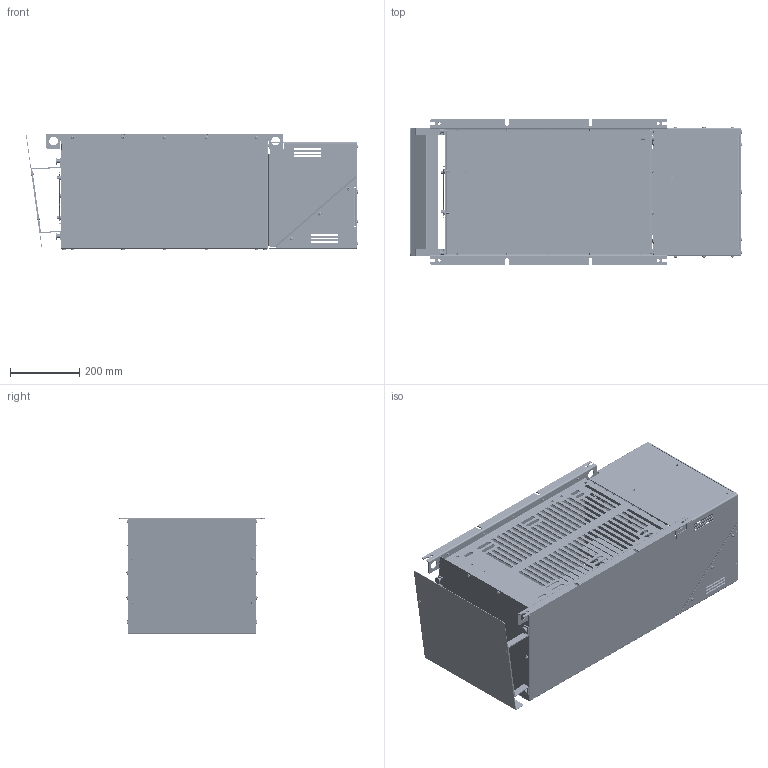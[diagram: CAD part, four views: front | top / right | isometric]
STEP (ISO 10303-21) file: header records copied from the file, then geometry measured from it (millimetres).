
FILE_DESCRIPTION(/* description */ (''),/* implementation_level */ '2;1');
FILE_NAME(/* name */ 'X5 IP21 if1.stp',/* time_stamp */ '2014-08-22T15:07:31+02:00',/* author */ ('MK'),/* organization */ (''),/* preprocessor_version */ 'ST-DEVELOPER v15.6',/* originating_system */ 'Autodesk Inventor 2015',/* authorisation */ '');
FILE_SCHEMA (('AUTOMOTIVE_DESIGN { 1 0 10303 214 3 1 1 }'));
Products named in the file (40): 10100398 Deckel X5_X6; 10100399 Seitenwand X5; 10100396 Anschlussblech X5; 10100397 Lüfterblech X5; 10100258 Bodenblech X5_X6; 10900009 Schutzgitter LZ 24; 11100001 Sicherungshalter 6_3x32; DIN 7985 (H) - M5x10-H; 11100001-2 Kappe; DIN 912 - M5 x 0,8 x 50 x 22; DIN 125 - A 5,3; DIN 128 - A5; DIN 933 - M8  x 40; DIN 555-5 - M8; DIN 125 - A 8,4; DIN 128 - A8; DIN 6798 - A  8,4; Klemmenblech X5; Zugentlastung X5; ISO 4762 - M4 x 6DIN EN ISO; Hutschiene 35x7x250mm; WDU_50N_1820840000; WDU_16_1020400000; WEW_35_1_1059000000; WDU_2_5_1020000000; WAP_16; WEW_35_2_1061200000; WDU50+16+2,5; 10100541 Nema-Kit X5 unten; 10100544 Nema-Kit X5 Anschlussblech; 10100542 Nema-Kit X5 oben; Dachfläche X5; Dachbügel links RHF-X5; Dachbügel rechts RHF-X5; DIN 7337 - A4 x 8 x 4,5; 10100543 NEMA-Kit X5 Dach; DIN 7985 (H) - M5x6-H; 11100001-1 Mutter M12; DIN 464 - M5 x 10; X5 IP21 if1
Bounding box: 956.82 x 418 x 336.32 mm (x, y, z)
Volume: 3761316.1 mm3; surface area: 3902716.3 mm2
Topology: 137 solids, 137 shells, 8031 faces, 22231 edges, 14663 vertices
Faces by surface type: plane 5077, cylinder 1957, cone 830, torus 86, sphere 56, bspline 25
Full cylindrical faces by diameter (mm): 1.396 x8, 1.5 x1, 2.5 x4, 3.242 x7, 3.95 x3, 4 x20, 4.134 x56, 4.25 x12, 4.6 x52, 5 x60, 5.2 x2, 5.3 x2, 5.4 x2, 5.5 x16, 5.6 x1, 6 x6, 6.5 x37, 6.647 x4, 6.8 x14, 7 x8, 7.323 x2, 8 x6, 8.2 x4, 8.4 x8, 8.5 x9, 9 x8, 9.2 x2, 9.4 x3, 9.5 x2, 10 x6
Entity records: 95473 total; most frequent: CARTESIAN_POINT 17428, ORIENTED_EDGE 15730, DIRECTION 15698, EDGE_CURVE 7865, LINE 5920, VECTOR 5920, VERTEX_POINT 5311, AXIS2_PLACEMENT_3D 4889
